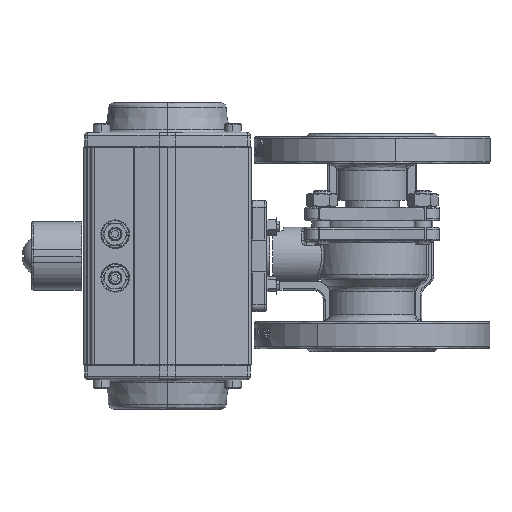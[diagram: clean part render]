
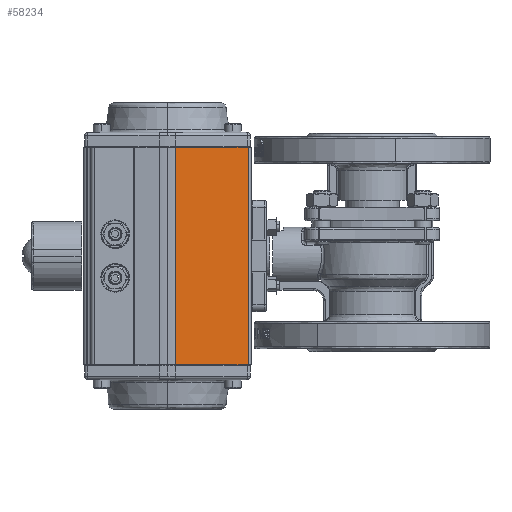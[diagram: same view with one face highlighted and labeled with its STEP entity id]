
A CAD part, front view. The second image highlights one B-rep face of the part: STEP entity #58234.
In plain terms, the highlighted planar face has unit normal (-0.116, 0.993, 0).
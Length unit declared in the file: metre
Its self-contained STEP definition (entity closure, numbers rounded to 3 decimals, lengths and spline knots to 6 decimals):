
#374 = ORIENTED_EDGE ( 'NONE', *, *, #98249, .T. ) ;
#3682 = LINE ( 'NONE', #50772, #73269 ) ;
#8913 = DIRECTION ( 'NONE',  ( 0., 0., -1. ) ) ;
#9363 = DIRECTION ( 'NONE',  ( -0.993, -0.115, 0. ) ) ;
#18455 = VERTEX_POINT ( 'NONE', #75504 ) ;
#19854 = ORIENTED_EDGE ( 'NONE', *, *, #36205, .T. ) ;
#21130 = ORIENTED_EDGE ( 'NONE', *, *, #61073, .T. ) ;
#23172 = EDGE_CURVE ( 'NONE', #91134, #78241, #74024, .T. ) ;
#36203 = LINE ( 'NONE', #100266, #86420 ) ;
#36205 = EDGE_CURVE ( 'NONE', #78241, #59384, #53529, .T. ) ;
#50772 = CARTESIAN_POINT ( 'NONE',  ( -0.054068, -0.041203, 0.214116 ) ) ;
#53529 = LINE ( 'NONE', #79669, #99164 ) ;
#55793 = DIRECTION ( 'NONE',  ( -0.115, 0.993, 0. ) ) ;
#57216 = CARTESIAN_POINT ( 'NONE',  ( -0.097199, -0.046216, 0.085116 ) ) ;
#58234 = ADVANCED_FACE ( 'NONE', ( #101320 ), #82346, .T. ) ;
#59384 = VERTEX_POINT ( 'NONE', #57216 ) ;
#59458 = DIRECTION ( 'NONE',  ( 0., 0., 1. ) ) ;
#59550 = DIRECTION ( 'NONE',  ( 0.993, 0.115, 0. ) ) ;
#59661 = CARTESIAN_POINT ( 'NONE',  ( -0.054068, -0.041203, 0.214116 ) ) ;
#61073 = EDGE_CURVE ( 'NONE', #18455, #91134, #3682, .T. ) ;
#66177 = AXIS2_PLACEMENT_3D ( 'NONE', #101840, #55793, #94075 ) ;
#73269 = VECTOR ( 'NONE', #59550, 1. ) ;
#74024 = LINE ( 'NONE', #95334, #97066 ) ;
#75504 = CARTESIAN_POINT ( 'NONE',  ( -0.097199, -0.046216, 0.214116 ) ) ;
#78241 = VERTEX_POINT ( 'NONE', #96651 ) ;
#79669 = CARTESIAN_POINT ( 'NONE',  ( -0.054068, -0.041203, 0.085116 ) ) ;
#81242 = ORIENTED_EDGE ( 'NONE', *, *, #23172, .T. ) ;
#82346 = PLANE ( 'NONE',  #66177 ) ;
#86420 = VECTOR ( 'NONE', #59458, 1. ) ;
#91134 = VERTEX_POINT ( 'NONE', #59661 ) ;
#94075 = DIRECTION ( 'NONE',  ( 0.993, 0.115, 0. ) ) ;
#95334 = CARTESIAN_POINT ( 'NONE',  ( -0.054068, -0.041203, 0.214116 ) ) ;
#96651 = CARTESIAN_POINT ( 'NONE',  ( -0.054068, -0.041203, 0.085116 ) ) ;
#97066 = VECTOR ( 'NONE', #8913, 1. ) ;
#98249 = EDGE_CURVE ( 'NONE', #59384, #18455, #36203, .T. ) ;
#99164 = VECTOR ( 'NONE', #9363, 1. ) ;
#99689 = EDGE_LOOP ( 'NONE', ( #81242, #19854, #374, #21130 ) ) ;
#100266 = CARTESIAN_POINT ( 'NONE',  ( -0.097199, -0.046216, 0.214116 ) ) ;
#101320 = FACE_OUTER_BOUND ( 'NONE', #99689, .T. ) ;
#101840 = CARTESIAN_POINT ( 'NONE',  ( -0.054068, -0.041203, 0.214116 ) ) ;
